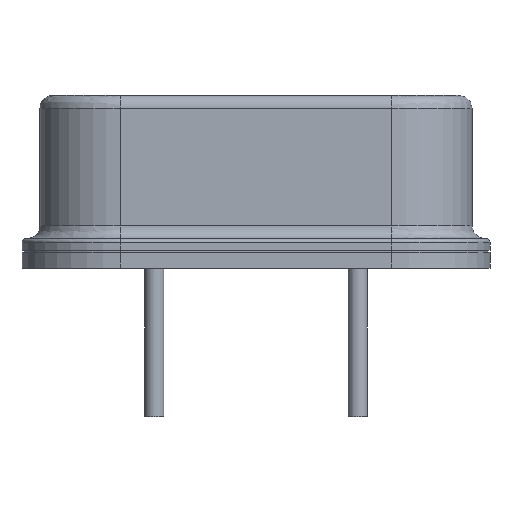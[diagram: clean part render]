
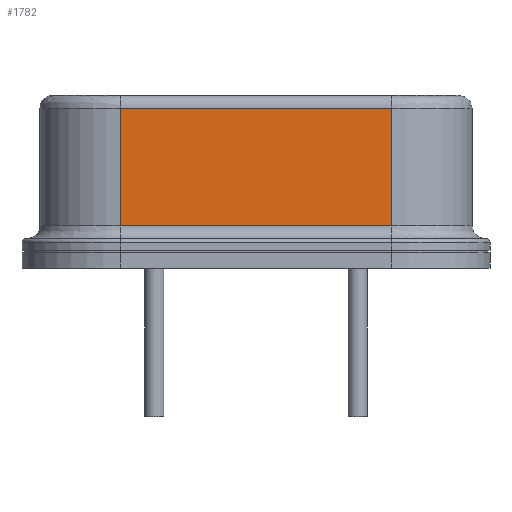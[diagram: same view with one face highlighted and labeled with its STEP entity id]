
A CAD part, left-side view. The second image highlights one B-rep face of the part: STEP entity #1782.
In plain terms, the highlighted face is planar.
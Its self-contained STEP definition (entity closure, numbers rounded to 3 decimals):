
#32 = CARTESIAN_POINT ( 'NONE',  ( 3.2, 1.9, 3.83 ) ) ;
#279 = FACE_OUTER_BOUND ( 'NONE', #7457, .T. ) ;
#313 = LINE ( 'NONE', #5518, #2739 ) ;
#679 = CARTESIAN_POINT ( 'NONE',  ( 3.2, 1.9, 3.83 ) ) ;
#1162 = ORIENTED_EDGE ( 'NONE', *, *, #4335, .F. ) ;
#1782 = ADVANCED_FACE ( 'NONE', ( #279 ), #2952, .F. ) ;
#2420 = VERTEX_POINT ( 'NONE', #6207 ) ;
#2739 = VECTOR ( 'NONE', #5595, 1000. ) ;
#2822 = DIRECTION ( 'NONE',  ( 0., 0., -1. ) ) ;
#2833 = DIRECTION ( 'NONE',  ( 0., -1., 0. ) ) ;
#2835 = CARTESIAN_POINT ( 'NONE',  ( 3.2, 1.9, 4.13 ) ) ;
#2952 = PLANE ( 'NONE',  #6740 ) ;
#2994 = ORIENTED_EDGE ( 'NONE', *, *, #3506, .F. ) ;
#3495 = VECTOR ( 'NONE', #4633, 1000. ) ;
#3506 = EDGE_CURVE ( 'NONE', #7036, #2420, #6516, .T. ) ;
#3758 = VECTOR ( 'NONE', #7230, 1000. ) ;
#3944 = VECTOR ( 'NONE', #5493, 1000. ) ;
#4044 = VERTEX_POINT ( 'NONE', #6977 ) ;
#4305 = LINE ( 'NONE', #5542, #3944 ) ;
#4328 = EDGE_CURVE ( 'NONE', #4044, #4610, #313, .T. ) ;
#4335 = EDGE_CURVE ( 'NONE', #4044, #7036, #4305, .T. ) ;
#4463 = CARTESIAN_POINT ( 'NONE',  ( -3.2, 1.9, 1.05 ) ) ;
#4562 = EDGE_CURVE ( 'NONE', #2420, #4610, #5063, .T. ) ;
#4610 = VERTEX_POINT ( 'NONE', #4463 ) ;
#4633 = DIRECTION ( 'NONE',  ( 0., 0., -1. ) ) ;
#4655 = CARTESIAN_POINT ( 'NONE',  ( -3.2, 1.9, 4.13 ) ) ;
#5063 = LINE ( 'NONE', #4655, #3495 ) ;
#5493 = DIRECTION ( 'NONE',  ( 0., 0., 1. ) ) ;
#5518 = CARTESIAN_POINT ( 'NONE',  ( 3.2, 1.9, 1.05 ) ) ;
#5542 = CARTESIAN_POINT ( 'NONE',  ( 3.2, 1.9, 4.13 ) ) ;
#5595 = DIRECTION ( 'NONE',  ( -1., 0., 0. ) ) ;
#5842 = ORIENTED_EDGE ( 'NONE', *, *, #4328, .T. ) ;
#6207 = CARTESIAN_POINT ( 'NONE',  ( -3.2, 1.9, 3.83 ) ) ;
#6385 = ORIENTED_EDGE ( 'NONE', *, *, #4562, .F. ) ;
#6516 = LINE ( 'NONE', #32, #3758 ) ;
#6740 = AXIS2_PLACEMENT_3D ( 'NONE', #2835, #2833, #2822 ) ;
#6977 = CARTESIAN_POINT ( 'NONE',  ( 3.2, 1.9, 1.05 ) ) ;
#7036 = VERTEX_POINT ( 'NONE', #679 ) ;
#7230 = DIRECTION ( 'NONE',  ( -1., 0., 0. ) ) ;
#7457 = EDGE_LOOP ( 'NONE', ( #5842, #6385, #2994, #1162 ) ) ;
